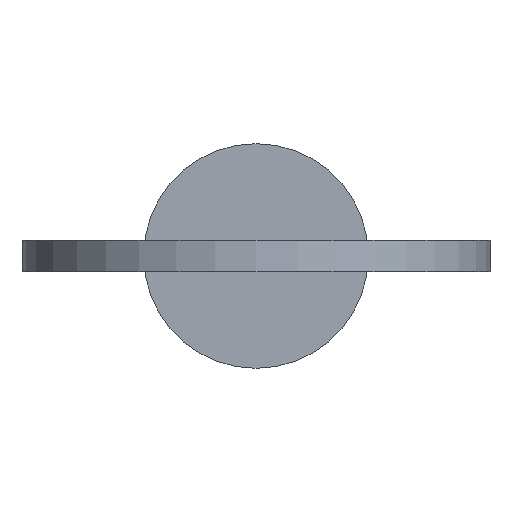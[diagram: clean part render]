
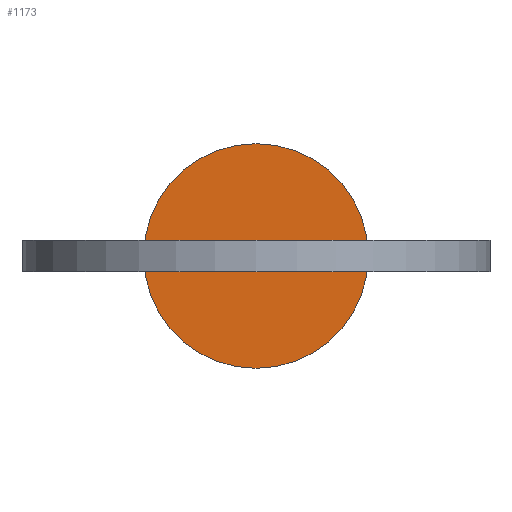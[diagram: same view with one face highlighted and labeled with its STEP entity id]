
A CAD part, left-side view. The second image highlights one B-rep face of the part: STEP entity #1173.
In plain terms, the highlighted face is planar.
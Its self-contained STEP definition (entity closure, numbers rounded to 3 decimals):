
#13 = CARTESIAN_POINT ( 'NONE',  ( 0., -10., 0.5 ) ) ;
#18 = CARTESIAN_POINT ( 'NONE',  ( 3., -10., 1. ) ) ;
#20 = ORIENTED_EDGE ( 'NONE', *, *, #515, .F. ) ;
#67 = LINE ( 'NONE', #592, #1875 ) ;
#111 = EDGE_CURVE ( 'NONE', #1269, #302, #67, .T. ) ;
#169 = DIRECTION ( 'NONE',  ( 0., 0., -1. ) ) ;
#198 = ORIENTED_EDGE ( 'NONE', *, *, #1685, .F. ) ;
#239 = DIRECTION ( 'NONE',  ( 0., 0., -1. ) ) ;
#245 = DIRECTION ( 'NONE',  ( -1., 0., 0. ) ) ;
#302 = VERTEX_POINT ( 'NONE', #18 ) ;
#306 = CARTESIAN_POINT ( 'NONE',  ( 0., -10., 0.5 ) ) ;
#315 = AXIS2_PLACEMENT_3D ( 'NONE', #972, #702, #239 ) ;
#355 = LINE ( 'NONE', #1385, #1272 ) ;
#414 = CARTESIAN_POINT ( 'NONE',  ( 0., -10., -3.1 ) ) ;
#489 = ORIENTED_EDGE ( 'NONE', *, *, #1196, .F. ) ;
#508 = VERTEX_POINT ( 'NONE', #1075 ) ;
#515 = EDGE_CURVE ( 'NONE', #1269, #1294, #355, .T. ) ;
#526 = VERTEX_POINT ( 'NONE', #1262 ) ;
#592 = CARTESIAN_POINT ( 'NONE',  ( 3., -10., -6.766 ) ) ;
#611 = LINE ( 'NONE', #696, #1112 ) ;
#696 = CARTESIAN_POINT ( 'NONE',  ( -3., -10., -6.766 ) ) ;
#702 = DIRECTION ( 'NONE',  ( 0., -1., 0. ) ) ;
#832 = EDGE_CURVE ( 'NONE', #508, #302, #897, .T. ) ;
#868 = ORIENTED_EDGE ( 'NONE', *, *, #832, .F. ) ;
#897 = LINE ( 'NONE', #1588, #1791 ) ;
#972 = CARTESIAN_POINT ( 'NONE',  ( 0., -10., 0.5 ) ) ;
#975 = PLANE ( 'NONE',  #315 ) ;
#1037 = DIRECTION ( 'NONE',  ( 0., -1., 0. ) ) ;
#1075 = CARTESIAN_POINT ( 'NONE',  ( -3., -10., 1. ) ) ;
#1112 = VECTOR ( 'NONE', #1695, 1000. ) ;
#1116 = CIRCLE ( 'NONE', #1444, 3.6 ) ;
#1173 = ADVANCED_FACE ( 'NONE', ( #1891, #1215 ), #975, .F. ) ;
#1196 = EDGE_CURVE ( 'NONE', #1294, #508, #611, .T. ) ;
#1215 = FACE_OUTER_BOUND ( 'NONE', #1490, .T. ) ;
#1250 = VERTEX_POINT ( 'NONE', #414 ) ;
#1261 = CARTESIAN_POINT ( 'NONE',  ( -3., -10., 0. ) ) ;
#1262 = CARTESIAN_POINT ( 'NONE',  ( 0., -10., 4.1 ) ) ;
#1269 = VERTEX_POINT ( 'NONE', #1710 ) ;
#1272 = VECTOR ( 'NONE', #245, 1000. ) ;
#1274 = EDGE_LOOP ( 'NONE', ( #1831, #868, #489, #20 ) ) ;
#1281 = AXIS2_PLACEMENT_3D ( 'NONE', #306, #1468, #1749 ) ;
#1294 = VERTEX_POINT ( 'NONE', #1261 ) ;
#1385 = CARTESIAN_POINT ( 'NONE',  ( -3., -10., 0. ) ) ;
#1396 = CIRCLE ( 'NONE', #1281, 3.6 ) ;
#1444 = AXIS2_PLACEMENT_3D ( 'NONE', #13, #1037, #169 ) ;
#1464 = DIRECTION ( 'NONE',  ( 0., 0., 1. ) ) ;
#1468 = DIRECTION ( 'NONE',  ( 0., -1., 0. ) ) ;
#1490 = EDGE_LOOP ( 'NONE', ( #1672, #198 ) ) ;
#1510 = EDGE_CURVE ( 'NONE', #526, #1250, #1396, .T. ) ;
#1588 = CARTESIAN_POINT ( 'NONE',  ( -3., -10., 1. ) ) ;
#1672 = ORIENTED_EDGE ( 'NONE', *, *, #1510, .F. ) ;
#1685 = EDGE_CURVE ( 'NONE', #1250, #526, #1116, .T. ) ;
#1695 = DIRECTION ( 'NONE',  ( 0., 0., 1. ) ) ;
#1710 = CARTESIAN_POINT ( 'NONE',  ( 3., -10., 0. ) ) ;
#1749 = DIRECTION ( 'NONE',  ( 0., 0., -1. ) ) ;
#1755 = DIRECTION ( 'NONE',  ( 1., 0., 0. ) ) ;
#1791 = VECTOR ( 'NONE', #1755, 1000. ) ;
#1831 = ORIENTED_EDGE ( 'NONE', *, *, #111, .T. ) ;
#1875 = VECTOR ( 'NONE', #1464, 1000. ) ;
#1891 = FACE_BOUND ( 'NONE', #1274, .T. ) ;
